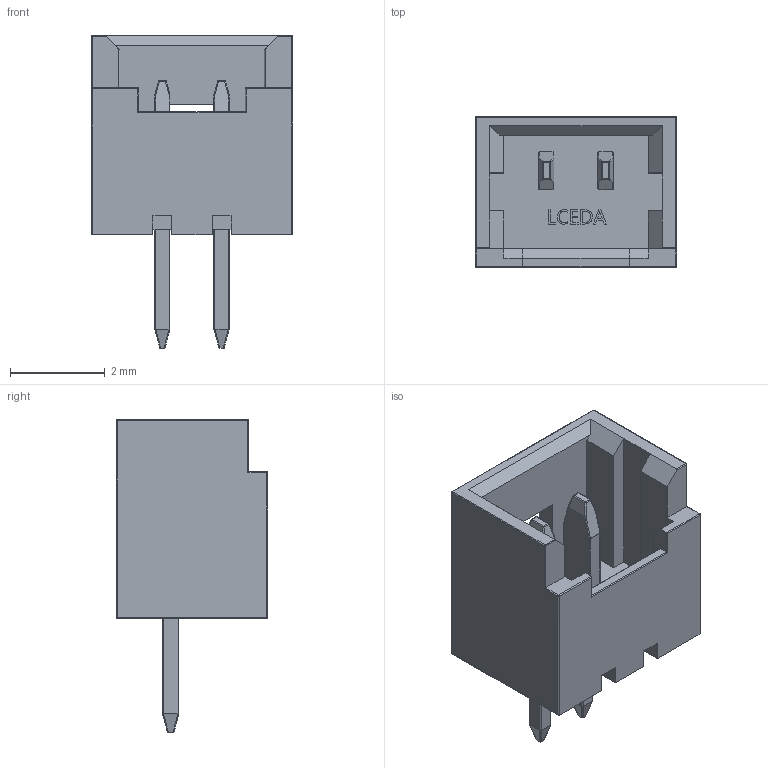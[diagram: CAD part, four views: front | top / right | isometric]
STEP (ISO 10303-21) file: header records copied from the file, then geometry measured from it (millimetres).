
FILE_DESCRIPTION (( 'STEP AP214' ), '1' );
FILE_NAME ('CONN-TH_MX1.25-LI-2P.step', '2022-08-08T03:17:23', ( '' ), ( '' ), 'SwSTEP 2.0', 'SolidWorks 2020', '' );
FILE_SCHEMA (( 'AUTOMOTIVE_DESIGN' ));
Length unit declared in the file: millimetre
Products named in the file (1): CONN-TH_MX1.25-LI-2P
Bounding box: 4.25 x 3.2 x 6.6 mm (x, y, z)
Volume: 30.2 mm3; surface area: 138.6 mm2
Topology: 16 solids, 16 shells, 537 faces, 1416 edges, 908 vertices
Faces by surface type: plane 317, bspline 124, cylinder 74, sphere 22
Entity records: 23908 total; most frequent: CARTESIAN_POINT 5614, ORIENTED_EDGE 2804, DIRECTION 2000, EDGE_CURVE 1402, VECTOR 1004, LINE 1004, VERTEX_POINT 908, EDGE_LOOP 562
